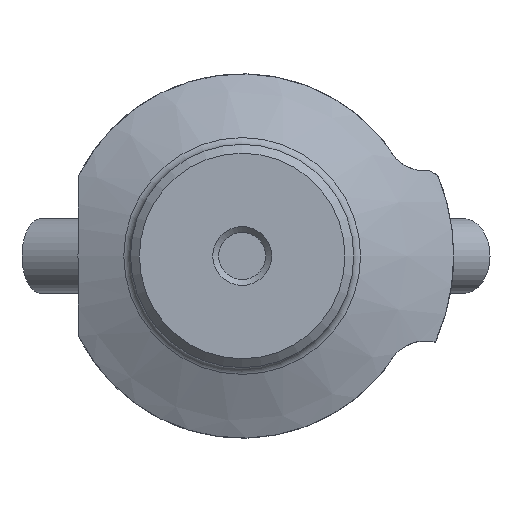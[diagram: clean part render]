
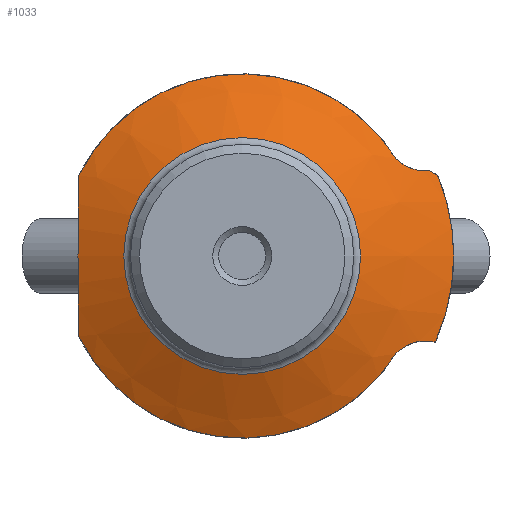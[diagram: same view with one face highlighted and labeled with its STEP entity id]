
A CAD part, front view. The second image highlights one B-rep face of the part: STEP entity #1033.
In plain terms, the highlighted conical face has half-angle 64.799 degrees and reference radius 27.5 mm.
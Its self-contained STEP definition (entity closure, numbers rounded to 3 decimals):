
#23=(
BOUNDED_CURVE()
B_SPLINE_CURVE(2,(#1822,#1823,#1824),.UNSPECIFIED.,.F.,.F.)
B_SPLINE_CURVE_WITH_KNOTS((3,3),(0.842,3.84),
 .UNSPECIFIED.)
CURVE()
GEOMETRIC_REPRESENTATION_ITEM()
RATIONAL_B_SPLINE_CURVE((1.082,1.195,1.082))
REPRESENTATION_ITEM('')
);
#24=(
BOUNDED_CURVE()
B_SPLINE_CURVE(2,(#1917,#1918,#1919),.UNSPECIFIED.,.F.,.F.)
B_SPLINE_CURVE_WITH_KNOTS((3,3),(4.462,4.589),
 .UNSPECIFIED.)
CURVE()
GEOMETRIC_REPRESENTATION_ITEM()
RATIONAL_B_SPLINE_CURVE((1.015,1.008,1.))
REPRESENTATION_ITEM('')
);
#41=CONICAL_SURFACE('',#1153,27.5,64.799);
#68=FACE_BOUND('',#401,.T.);
#223=B_SPLINE_CURVE_WITH_KNOTS('',3,(#1847,#1848,#1849,#1850,#1851,#1852,
#1853,#1854,#1855,#1856),.UNSPECIFIED.,.F.,.F.,(4,2,2,2,4),(3.578,
3.7,3.93,4.189,4.314),
 .UNSPECIFIED.);
#224=B_SPLINE_CURVE_WITH_KNOTS('',3,(#1866,#1867,#1868,#1869,#1870,#1871,
#1872,#1873,#1874,#1875),.UNSPECIFIED.,.F.,.F.,(4,2,2,2,4),(2.73,
2.753,3.012,3.241,3.364),
 .UNSPECIFIED.);
#309=FACE_OUTER_BOUND('',#400,.T.);
#400=EDGE_LOOP('',(#847));
#401=EDGE_LOOP('',(#848,#849,#850,#851,#852,#853,#854));
#481=CIRCLE('',#1123,31.);
#482=CIRCLE('',#1127,31.);
#490=CIRCLE('',#1142,20.148);
#495=CIRCLE('',#1154,36.);
#555=VERTEX_POINT('',#1815);
#558=VERTEX_POINT('',#1820);
#565=VERTEX_POINT('',#1844);
#566=VERTEX_POINT('',#1846);
#567=VERTEX_POINT('',#1862);
#568=VERTEX_POINT('',#1864);
#576=VERTEX_POINT('',#1899);
#581=VERTEX_POINT('',#1916);
#656=EDGE_CURVE('',#555,#558,#23,.T.);
#667=EDGE_CURVE('',#566,#565,#223,.T.);
#669=EDGE_CURVE('',#558,#566,#481,.T.);
#673=EDGE_CURVE('',#567,#568,#224,.T.);
#674=EDGE_CURVE('',#568,#555,#482,.T.);
#683=EDGE_CURVE('',#576,#576,#490,.T.);
#688=EDGE_CURVE('',#567,#581,#24,.T.);
#689=EDGE_CURVE('',#565,#581,#495,.T.);
#847=ORIENTED_EDGE('',*,*,#683,.F.);
#848=ORIENTED_EDGE('',*,*,#688,.F.);
#849=ORIENTED_EDGE('',*,*,#673,.T.);
#850=ORIENTED_EDGE('',*,*,#674,.T.);
#851=ORIENTED_EDGE('',*,*,#656,.T.);
#852=ORIENTED_EDGE('',*,*,#669,.T.);
#853=ORIENTED_EDGE('',*,*,#667,.T.);
#854=ORIENTED_EDGE('',*,*,#689,.T.);
#1033=ADVANCED_FACE('',(#309,#68),#41,.T.);
#1123=AXIS2_PLACEMENT_3D('',#1859,#1327,#1328);
#1127=AXIS2_PLACEMENT_3D('',#1877,#1337,#1338);
#1142=AXIS2_PLACEMENT_3D('',#1900,#1367,#1368);
#1153=AXIS2_PLACEMENT_3D('',#1915,#1389,#1390);
#1154=AXIS2_PLACEMENT_3D('',#1920,#1391,#1392);
#1327=DIRECTION('center_axis',(0.,-1.,0.));
#1328=DIRECTION('ref_axis',(-0.844,0.,0.537));
#1337=DIRECTION('center_axis',(0.,-1.,0.));
#1338=DIRECTION('ref_axis',(0.901,0.,-0.433));
#1367=DIRECTION('center_axis',(0.,-1.,0.));
#1368=DIRECTION('ref_axis',(-1.,0.,0.));
#1389=DIRECTION('center_axis',(0.,1.,0.));
#1390=DIRECTION('ref_axis',(1.,0.,0.));
#1391=DIRECTION('center_axis',(0.,-1.,0.));
#1392=DIRECTION('ref_axis',(1.,0.,0.));
#1815=CARTESIAN_POINT('',(-27.819,22.647,13.679));
#1820=CARTESIAN_POINT('',(-27.819,22.647,-13.679));
#1822=CARTESIAN_POINT('Ctrl Pts',(-27.819,22.647,13.679));
#1823=CARTESIAN_POINT('Ctrl Pts',(-28.058,19.908,0.));
#1824=CARTESIAN_POINT('Ctrl Pts',(-27.819,22.647,-13.679));
#1844=CARTESIAN_POINT('',(32.878,25.,-14.665));
#1846=CARTESIAN_POINT('',(26.15,22.647,-16.649));
#1847=CARTESIAN_POINT('Ctrl Pts',(26.15,22.647,-16.649));
#1848=CARTESIAN_POINT('Ctrl Pts',(26.442,22.685,-16.341));
#1849=CARTESIAN_POINT('Ctrl Pts',(26.768,22.746,-16.055));
#1850=CARTESIAN_POINT('Ctrl Pts',(27.762,22.979,-15.333));
#1851=CARTESIAN_POINT('Ctrl Pts',(28.487,23.204,-14.986));
#1852=CARTESIAN_POINT('Ctrl Pts',(29.962,23.728,-14.534));
#1853=CARTESIAN_POINT('Ctrl Pts',(30.827,24.075,-14.428));
#1854=CARTESIAN_POINT('Ctrl Pts',(32.082,24.628,-14.508));
#1855=CARTESIAN_POINT('Ctrl Pts',(32.488,24.814,-14.57));
#1856=CARTESIAN_POINT('Ctrl Pts',(32.878,25.,-14.665));
#1859=CARTESIAN_POINT('Origin',(0.,22.647,0.));
#1862=CARTESIAN_POINT('',(31.892,24.545,14.499));
#1864=CARTESIAN_POINT('',(26.15,22.647,16.649));
#1866=CARTESIAN_POINT('Ctrl Pts',(31.892,24.545,14.499));
#1867=CARTESIAN_POINT('Ctrl Pts',(31.819,24.512,14.492));
#1868=CARTESIAN_POINT('Ctrl Pts',(31.746,24.48,14.486));
#1869=CARTESIAN_POINT('Ctrl Pts',(30.827,24.075,14.428));
#1870=CARTESIAN_POINT('Ctrl Pts',(29.962,23.728,14.534));
#1871=CARTESIAN_POINT('Ctrl Pts',(28.487,23.204,14.986));
#1872=CARTESIAN_POINT('Ctrl Pts',(27.762,22.979,15.333));
#1873=CARTESIAN_POINT('Ctrl Pts',(26.768,22.746,16.055));
#1874=CARTESIAN_POINT('Ctrl Pts',(26.442,22.685,16.341));
#1875=CARTESIAN_POINT('Ctrl Pts',(26.15,22.647,16.649));
#1877=CARTESIAN_POINT('Origin',(0.,22.647,0.));
#1899=CARTESIAN_POINT('',(20.148,17.54,0.));
#1900=CARTESIAN_POINT('Origin',(0.,17.54,0.));
#1915=CARTESIAN_POINT('Origin',(0.,21.,0.));
#1916=CARTESIAN_POINT('',(33.272,25.,13.746));
#1917=CARTESIAN_POINT('Ctrl Pts',(31.892,24.545,14.499));
#1918=CARTESIAN_POINT('Ctrl Pts',(32.573,24.764,14.127));
#1919=CARTESIAN_POINT('Ctrl Pts',(33.272,25.,13.746));
#1920=CARTESIAN_POINT('Origin',(0.,25.,0.));
